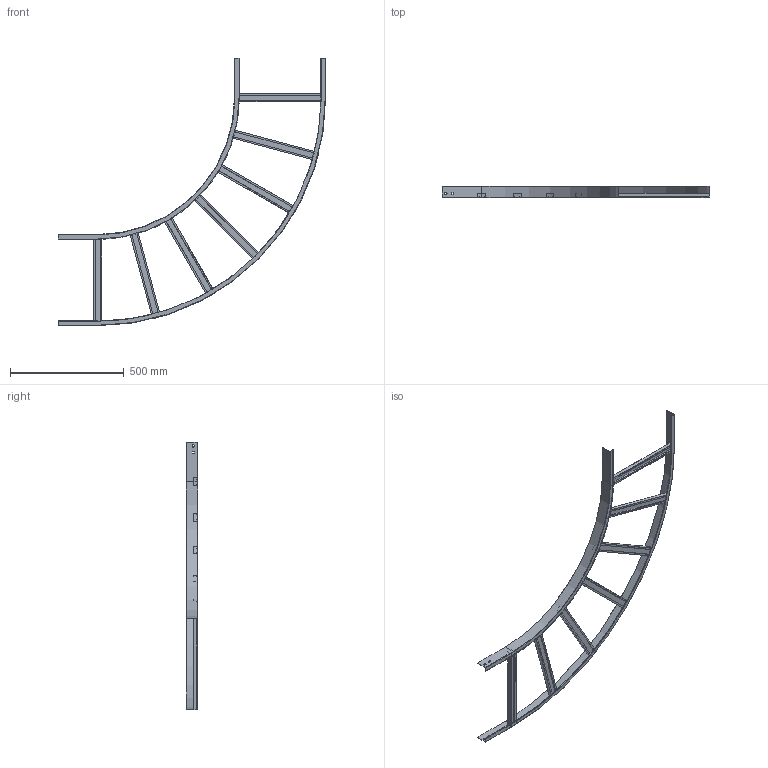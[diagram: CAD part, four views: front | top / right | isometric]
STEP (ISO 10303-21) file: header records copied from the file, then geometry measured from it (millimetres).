
FILE_DESCRIPTION (( 'STEP AP203' ), '1' );
FILE_NAME ('Óãîë ãîðèçîíòàëüíûé 90ãð R600_LC5640.STEP', '2012-12-18T12:30:15', ( 'Àñååâ' ), ( '' ), 'SwSTEP 2.0', 'SolidWorks 2012', '' );
FILE_SCHEMA (( 'CONFIG_CONTROL_DESIGN' ));
Length unit declared in the file: millimetre
Products named in the file (1): 鱼铍 泐痂珙眚嚯 90沭 R600_LC5640
Bounding box: 1173 x 50 x 1173 mm (x, y, z)
Volume: 502578.9 mm3; surface area: 899979.7 mm2
Topology: 1 solids, 1 shells, 234 faces, 696 edges, 424 vertices
Faces by surface type: plane 194, cylinder 34, torus 6
Entity records: 7881 total; most frequent: ORIENTED_EDGE 1392, CARTESIAN_POINT 1355, DIRECTION 1338, EDGE_CURVE 696, LINE 524, VECTOR 524, VERTEX_POINT 424, AXIS2_PLACEMENT_3D 407
